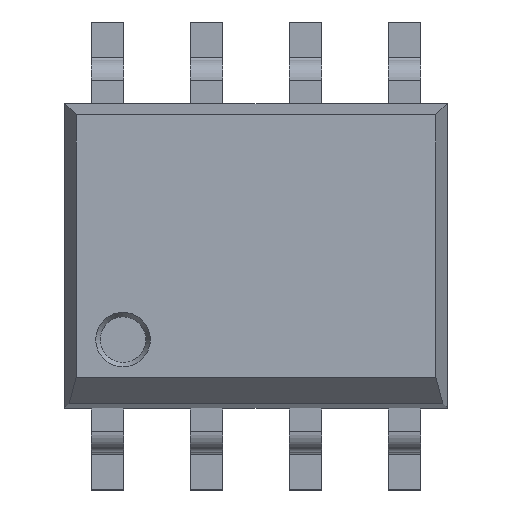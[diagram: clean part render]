
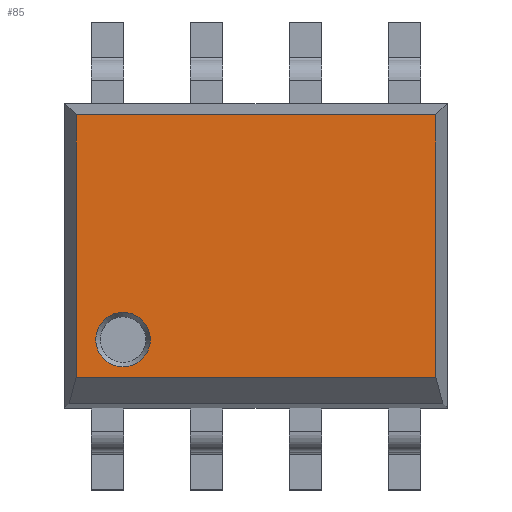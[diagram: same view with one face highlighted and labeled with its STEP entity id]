
A CAD part, top view. The second image highlights one B-rep face of the part: STEP entity #85.
In plain terms, the highlighted planar face has unit normal (0, 0, 1).
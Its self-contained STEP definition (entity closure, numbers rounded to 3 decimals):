
#85=ADVANCED_FACE('',(#1168,#1170),#1172,.T.);
#1168=FACE_BOUND('',#1169,.T.);
#1169=EDGE_LOOP('',(#2028,#2029,#2030,#2031));
#1170=FACE_BOUND('',#1171,.T.);
#1171=EDGE_LOOP('',(#2032));
#1172=PLANE('',#1173);
#1173=AXIS2_PLACEMENT_3D('',#1174,#1175,#1176);
#1174=CARTESIAN_POINT('',(0.635,-1.95,1.55));
#1175=DIRECTION('',(0.,-0.,1.));
#1176=DIRECTION('',(0.,1.,0.));
#2028=ORIENTED_EDGE('',*,*,#2668,.T.);
#2029=ORIENTED_EDGE('',*,*,#2665,.T.);
#2030=ORIENTED_EDGE('',*,*,#2669,.T.);
#2031=ORIENTED_EDGE('',*,*,#2657,.F.);
#2032=ORIENTED_EDGE('',*,*,#2670,.T.);
#2657=EDGE_CURVE('',#2978,#2980,#2981,.T.);
#2665=EDGE_CURVE('',#2987,#2994,#2996,.T.);
#2668=EDGE_CURVE('',#2978,#2987,#2999,.F.);
#2669=EDGE_CURVE('',#2994,#2980,#3000,.T.);
#2670=EDGE_CURVE('',#3001,#3001,#3002,.F.);
#2978=VERTEX_POINT('',#3511);
#2980=VERTEX_POINT('',#3515);
#2981=LINE('',#3516,#3517);
#2987=VERTEX_POINT('',#3530);
#2994=VERTEX_POINT('',#3543);
#2996=LINE('',#3547,#3548);
#2999=LINE('',#3556,#3557);
#3000=LINE('',#3559,#3560);
#3001=VERTEX_POINT('',#3562);
#3002=CIRCLE('',#3563,0.35);
#3511=CARTESIAN_POINT('',(-0.401,-1.563,1.55));
#3515=CARTESIAN_POINT('',(-0.401,1.806,1.55));
#3516=CARTESIAN_POINT('',(-0.401,-1.563,1.55));
#3517=VECTOR('',#3518,1.);
#3518=DIRECTION('',(0.,1.,0.));
#3530=CARTESIAN_POINT('',(4.211,-1.563,1.55));
#3543=CARTESIAN_POINT('',(4.211,1.806,1.55));
#3547=CARTESIAN_POINT('',(4.211,-1.563,1.55));
#3548=VECTOR('',#3549,1.);
#3549=DIRECTION('',(0.,1.,0.));
#3556=CARTESIAN_POINT('',(4.211,-1.563,1.55));
#3557=VECTOR('',#3558,1.);
#3558=DIRECTION('',(-1.,0.,0.));
#3559=CARTESIAN_POINT('',(4.211,1.806,1.55));
#3560=VECTOR('',#3561,1.);
#3561=DIRECTION('',(-1.,0.,0.));
#3562=CARTESIAN_POINT('',(0.55,-1.075,1.55));
#3563=AXIS2_PLACEMENT_3D('',#3564,#3565,#3566);
#3564=CARTESIAN_POINT('',(0.2,-1.075,1.55));
#3565=DIRECTION('',(0.,-0.,1.));
#3566=DIRECTION('',(1.,0.,0.));
